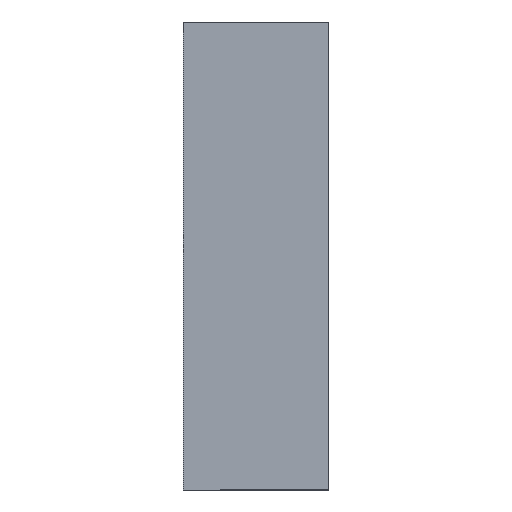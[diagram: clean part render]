
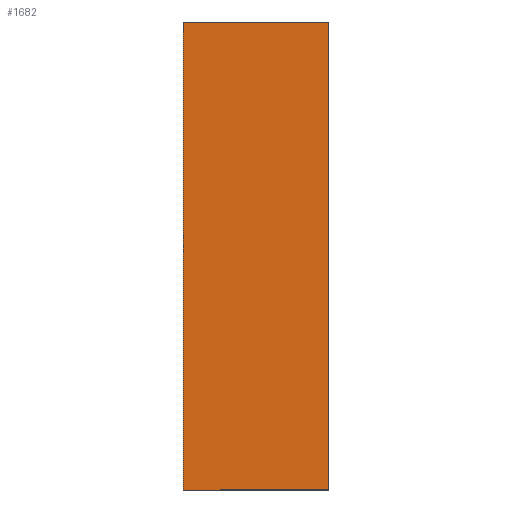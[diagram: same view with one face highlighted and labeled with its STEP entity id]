
A CAD part, left-side view. The second image highlights one B-rep face of the part: STEP entity #1682.
In plain terms, the highlighted planar face has unit normal (-1, 0, 0).
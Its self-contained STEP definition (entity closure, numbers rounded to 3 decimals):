
#374 = ORIENTED_EDGE ( 'NONE', *, *, #4819, .F. ) ;
#484 = AXIS2_PLACEMENT_3D ( 'NONE', #1164, #1592, #1942 ) ;
#506 = VERTEX_POINT ( 'NONE', #1910 ) ;
#758 = CARTESIAN_POINT ( 'NONE',  ( -1.45, 0.9, 1.45 ) ) ;
#775 = LINE ( 'NONE', #825, #4687 ) ;
#825 = CARTESIAN_POINT ( 'NONE',  ( -1.45, 5.901, -1.45 ) ) ;
#1164 = CARTESIAN_POINT ( 'NONE',  ( -1.45, 5.901, 1.45 ) ) ;
#1249 = VERTEX_POINT ( 'NONE', #2743 ) ;
#1392 = LINE ( 'NONE', #3258, #3483 ) ;
#1403 = VECTOR ( 'NONE', #1579, 1000. ) ;
#1550 = VECTOR ( 'NONE', #2644, 1000. ) ;
#1574 = PLANE ( 'NONE',  #484 ) ;
#1579 = DIRECTION ( 'NONE',  ( 0., -1., 0. ) ) ;
#1592 = DIRECTION ( 'NONE',  ( 1., 0., 0. ) ) ;
#1603 = CARTESIAN_POINT ( 'NONE',  ( -1.45, 0.9, 1.45 ) ) ;
#1682 = ADVANCED_FACE ( 'NONE', ( #3457 ), #1574, .F. ) ;
#1910 = CARTESIAN_POINT ( 'NONE',  ( -1.45, 0.9, -1.45 ) ) ;
#1942 = DIRECTION ( 'NONE',  ( 0., 0., -1. ) ) ;
#2145 = EDGE_CURVE ( 'NONE', #506, #2713, #3026, .T. ) ;
#2341 = DIRECTION ( 'NONE',  ( 0., -1., 0. ) ) ;
#2530 = DIRECTION ( 'NONE',  ( 0., 0., -1. ) ) ;
#2531 = LINE ( 'NONE', #4612, #1403 ) ;
#2644 = DIRECTION ( 'NONE',  ( 0., 0., 1. ) ) ;
#2703 = ORIENTED_EDGE ( 'NONE', *, *, #2145, .F. ) ;
#2713 = VERTEX_POINT ( 'NONE', #1603 ) ;
#2743 = CARTESIAN_POINT ( 'NONE',  ( -1.45, 0., 1.45 ) ) ;
#2996 = ORIENTED_EDGE ( 'NONE', *, *, #4202, .T. ) ;
#3026 = LINE ( 'NONE', #758, #1550 ) ;
#3258 = CARTESIAN_POINT ( 'NONE',  ( -1.45, 0., 1.45 ) ) ;
#3457 = FACE_OUTER_BOUND ( 'NONE', #3905, .T. ) ;
#3483 = VECTOR ( 'NONE', #2530, 1000. ) ;
#3558 = CARTESIAN_POINT ( 'NONE',  ( -1.45, 0., -1.45 ) ) ;
#3905 = EDGE_LOOP ( 'NONE', ( #2996, #374, #4537, #2703 ) ) ;
#4202 = EDGE_CURVE ( 'NONE', #506, #4636, #775, .T. ) ;
#4235 = EDGE_CURVE ( 'NONE', #2713, #1249, #2531, .T. ) ;
#4537 = ORIENTED_EDGE ( 'NONE', *, *, #4235, .F. ) ;
#4612 = CARTESIAN_POINT ( 'NONE',  ( -1.45, 5.901, 1.45 ) ) ;
#4636 = VERTEX_POINT ( 'NONE', #3558 ) ;
#4687 = VECTOR ( 'NONE', #2341, 1000. ) ;
#4819 = EDGE_CURVE ( 'NONE', #1249, #4636, #1392, .T. ) ;
